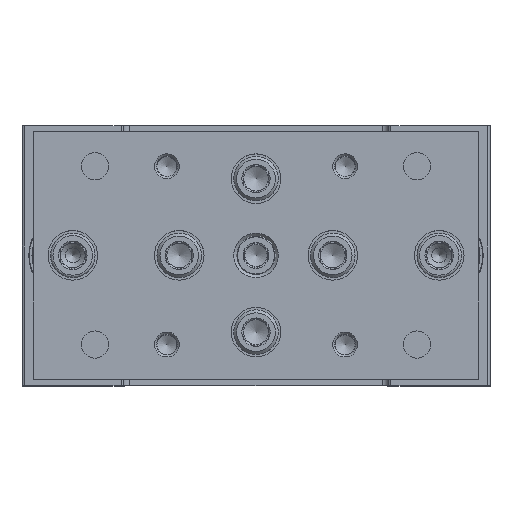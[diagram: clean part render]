
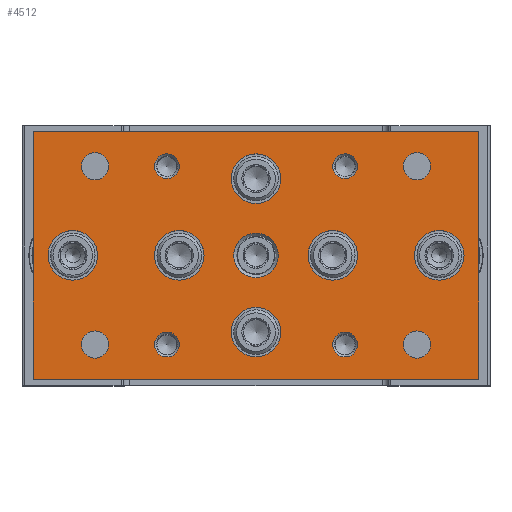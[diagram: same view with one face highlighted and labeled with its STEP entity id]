
A CAD part, top view. The second image highlights one B-rep face of the part: STEP entity #4512.
In plain terms, the highlighted planar face has unit normal (0, 0, 1).
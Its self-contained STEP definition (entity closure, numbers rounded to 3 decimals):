
#335=LINE('',#7586,#521);
#339=LINE('',#7595,#525);
#342=LINE('',#7601,#528);
#345=LINE('',#7607,#531);
#521=VECTOR('',#6077,1000.);
#525=VECTOR('',#6083,1000.);
#528=VECTOR('',#6088,1000.);
#531=VECTOR('',#6093,1000.);
#672=PLANE('',#5113);
#1229=ORIENTED_EDGE('',*,*,#2086,.F.);
#1230=ORIENTED_EDGE('',*,*,#2087,.F.);
#1231=ORIENTED_EDGE('',*,*,#2088,.T.);
#1232=ORIENTED_EDGE('',*,*,#2089,.T.);
#1233=ORIENTED_EDGE('',*,*,#2090,.T.);
#1234=ORIENTED_EDGE('',*,*,#2091,.T.);
#1235=ORIENTED_EDGE('',*,*,#2092,.T.);
#1236=ORIENTED_EDGE('',*,*,#2093,.T.);
#1237=ORIENTED_EDGE('',*,*,#2094,.T.);
#1238=ORIENTED_EDGE('',*,*,#2095,.T.);
#1239=ORIENTED_EDGE('',*,*,#2096,.T.);
#1240=ORIENTED_EDGE('',*,*,#2097,.T.);
#1241=ORIENTED_EDGE('',*,*,#2098,.T.);
#1242=ORIENTED_EDGE('',*,*,#2099,.T.);
#1243=ORIENTED_EDGE('',*,*,#2100,.T.);
#1244=ORIENTED_EDGE('',*,*,#2059,.T.);
#1245=ORIENTED_EDGE('',*,*,#2063,.T.);
#1246=ORIENTED_EDGE('',*,*,#2066,.T.);
#1247=ORIENTED_EDGE('',*,*,#2069,.T.);
#2059=EDGE_CURVE('',#2562,#2563,#335,.T.);
#2063=EDGE_CURVE('',#2563,#2566,#339,.T.);
#2066=EDGE_CURVE('',#2566,#2568,#342,.T.);
#2069=EDGE_CURVE('',#2568,#2562,#345,.T.);
#2086=EDGE_CURVE('',#2585,#2585,#2956,.T.);
#2087=EDGE_CURVE('',#2586,#2586,#2957,.T.);
#2088=EDGE_CURVE('',#2587,#2587,#2958,.T.);
#2089=EDGE_CURVE('',#2588,#2588,#2959,.T.);
#2090=EDGE_CURVE('',#2589,#2589,#2960,.T.);
#2091=EDGE_CURVE('',#2590,#2590,#2961,.T.);
#2092=EDGE_CURVE('',#2591,#2591,#2962,.T.);
#2093=EDGE_CURVE('',#2592,#2592,#2963,.T.);
#2094=EDGE_CURVE('',#2593,#2593,#2964,.T.);
#2095=EDGE_CURVE('',#2594,#2594,#2965,.T.);
#2096=EDGE_CURVE('',#2595,#2595,#2966,.T.);
#2097=EDGE_CURVE('',#2596,#2596,#2967,.T.);
#2098=EDGE_CURVE('',#2597,#2597,#2968,.T.);
#2099=EDGE_CURVE('',#2598,#2598,#2969,.T.);
#2100=EDGE_CURVE('',#2599,#2599,#2970,.T.);
#2562=VERTEX_POINT('',#7587);
#2563=VERTEX_POINT('',#7588);
#2566=VERTEX_POINT('',#7596);
#2568=VERTEX_POINT('',#7602);
#2585=VERTEX_POINT('',#7642);
#2586=VERTEX_POINT('',#7644);
#2587=VERTEX_POINT('',#7646);
#2588=VERTEX_POINT('',#7648);
#2589=VERTEX_POINT('',#7650);
#2590=VERTEX_POINT('',#7652);
#2591=VERTEX_POINT('',#7654);
#2592=VERTEX_POINT('',#7656);
#2593=VERTEX_POINT('',#7658);
#2594=VERTEX_POINT('',#7660);
#2595=VERTEX_POINT('',#7662);
#2596=VERTEX_POINT('',#7664);
#2597=VERTEX_POINT('',#7666);
#2598=VERTEX_POINT('',#7668);
#2599=VERTEX_POINT('',#7670);
#2956=CIRCLE('',#5114,10.);
#2957=CIRCLE('',#5115,10.);
#2958=CIRCLE('',#5116,5.5);
#2959=CIRCLE('',#5117,5.5);
#2960=CIRCLE('',#5118,5.5);
#2961=CIRCLE('',#5119,5.5);
#2962=CIRCLE('',#5120,5.);
#2963=CIRCLE('',#5121,5.);
#2964=CIRCLE('',#5122,5.);
#2965=CIRCLE('',#5123,5.);
#2966=CIRCLE('',#5124,10.);
#2967=CIRCLE('',#5125,10.);
#2968=CIRCLE('',#5126,10.);
#2969=CIRCLE('',#5127,10.);
#2970=CIRCLE('',#5128,9.);
#3363=EDGE_LOOP('',(#1229));
#3364=EDGE_LOOP('',(#1230));
#3365=EDGE_LOOP('',(#1231));
#3366=EDGE_LOOP('',(#1232));
#3367=EDGE_LOOP('',(#1233));
#3368=EDGE_LOOP('',(#1234));
#3369=EDGE_LOOP('',(#1235));
#3370=EDGE_LOOP('',(#1236));
#3371=EDGE_LOOP('',(#1237));
#3372=EDGE_LOOP('',(#1238));
#3373=EDGE_LOOP('',(#1239));
#3374=EDGE_LOOP('',(#1240));
#3375=EDGE_LOOP('',(#1241));
#3376=EDGE_LOOP('',(#1242));
#3377=EDGE_LOOP('',(#1243));
#3378=EDGE_LOOP('',(#1244,#1245,#1246,#1247));
#3947=FACE_BOUND('',#3363,.T.);
#3948=FACE_BOUND('',#3364,.T.);
#3949=FACE_BOUND('',#3365,.T.);
#3950=FACE_BOUND('',#3366,.T.);
#3951=FACE_BOUND('',#3367,.T.);
#3952=FACE_BOUND('',#3368,.T.);
#3953=FACE_BOUND('',#3369,.T.);
#3954=FACE_BOUND('',#3370,.T.);
#3955=FACE_BOUND('',#3371,.T.);
#3956=FACE_BOUND('',#3372,.T.);
#3957=FACE_BOUND('',#3373,.T.);
#3958=FACE_BOUND('',#3374,.T.);
#3959=FACE_BOUND('',#3375,.T.);
#3960=FACE_BOUND('',#3376,.T.);
#3961=FACE_BOUND('',#3377,.T.);
#3962=FACE_BOUND('',#3378,.T.);
#4512=ADVANCED_FACE('',(#3947,#3948,#3949,#3950,#3951,#3952,#3953,#3954,
#3955,#3956,#3957,#3958,#3959,#3960,#3961,#3962),#672,.T.);
#5113=AXIS2_PLACEMENT_3D('',#7640,#6127,#6128);
#5114=AXIS2_PLACEMENT_3D('',#7641,#6129,#6130);
#5115=AXIS2_PLACEMENT_3D('',#7643,#6131,#6132);
#5116=AXIS2_PLACEMENT_3D('',#7645,#6133,#6134);
#5117=AXIS2_PLACEMENT_3D('',#7647,#6135,#6136);
#5118=AXIS2_PLACEMENT_3D('',#7649,#6137,#6138);
#5119=AXIS2_PLACEMENT_3D('',#7651,#6139,#6140);
#5120=AXIS2_PLACEMENT_3D('',#7653,#6141,#6142);
#5121=AXIS2_PLACEMENT_3D('',#7655,#6143,#6144);
#5122=AXIS2_PLACEMENT_3D('',#7657,#6145,#6146);
#5123=AXIS2_PLACEMENT_3D('',#7659,#6147,#6148);
#5124=AXIS2_PLACEMENT_3D('',#7661,#6149,#6150);
#5125=AXIS2_PLACEMENT_3D('',#7663,#6151,#6152);
#5126=AXIS2_PLACEMENT_3D('',#7665,#6153,#6154);
#5127=AXIS2_PLACEMENT_3D('',#7667,#6155,#6156);
#5128=AXIS2_PLACEMENT_3D('',#7669,#6157,#6158);
#6077=DIRECTION('',(-1.,0.,0.));
#6083=DIRECTION('',(0.,-1.,0.));
#6088=DIRECTION('',(1.,0.,0.));
#6093=DIRECTION('',(0.,1.,0.));
#6127=DIRECTION('',(0.,0.,1.));
#6128=DIRECTION('',(1.,0.,0.));
#6129=DIRECTION('',(0.,0.,1.));
#6130=DIRECTION('',(1.,0.,0.));
#6131=DIRECTION('',(0.,0.,1.));
#6132=DIRECTION('',(1.,0.,0.));
#6133=DIRECTION('',(0.,0.,-1.));
#6134=DIRECTION('',(-1.,0.,0.));
#6135=DIRECTION('',(0.,0.,-1.));
#6136=DIRECTION('',(-1.,0.,0.));
#6137=DIRECTION('',(0.,0.,-1.));
#6138=DIRECTION('',(-1.,0.,0.));
#6139=DIRECTION('',(0.,0.,-1.));
#6140=DIRECTION('',(-1.,0.,0.));
#6141=DIRECTION('',(0.,0.,-1.));
#6142=DIRECTION('',(-1.,0.,0.));
#6143=DIRECTION('',(0.,0.,-1.));
#6144=DIRECTION('',(-1.,0.,0.));
#6145=DIRECTION('',(0.,0.,-1.));
#6146=DIRECTION('',(-1.,0.,0.));
#6147=DIRECTION('',(0.,0.,-1.));
#6148=DIRECTION('',(-1.,0.,0.));
#6149=DIRECTION('',(0.,0.,-1.));
#6150=DIRECTION('',(-1.,0.,0.));
#6151=DIRECTION('',(0.,0.,-1.));
#6152=DIRECTION('',(-1.,0.,0.));
#6153=DIRECTION('',(0.,0.,-1.));
#6154=DIRECTION('',(-1.,0.,0.));
#6155=DIRECTION('',(0.,0.,-1.));
#6156=DIRECTION('',(-1.,0.,0.));
#6157=DIRECTION('',(0.,0.,-1.));
#6158=DIRECTION('',(-1.,0.,0.));
#7586=CARTESIAN_POINT('',(90.,50.,0.));
#7587=CARTESIAN_POINT('',(90.,50.,0.));
#7588=CARTESIAN_POINT('',(-90.,50.,0.));
#7595=CARTESIAN_POINT('',(-90.,50.,0.));
#7596=CARTESIAN_POINT('',(-90.,-50.,0.));
#7601=CARTESIAN_POINT('',(-90.,-50.,0.));
#7602=CARTESIAN_POINT('',(90.,-50.,0.));
#7607=CARTESIAN_POINT('',(90.,-50.,0.));
#7640=CARTESIAN_POINT('',(0.,0.,0.));
#7641=CARTESIAN_POINT('',(-74.,0.,0.));
#7642=CARTESIAN_POINT('',(-64.,0.,0.));
#7643=CARTESIAN_POINT('',(74.,0.,0.));
#7644=CARTESIAN_POINT('',(84.,0.,0.));
#7645=CARTESIAN_POINT('',(-65.,36.,0.));
#7646=CARTESIAN_POINT('',(-70.5,36.,0.));
#7647=CARTESIAN_POINT('',(65.,-36.,0.));
#7648=CARTESIAN_POINT('',(59.5,-36.,0.));
#7649=CARTESIAN_POINT('',(-65.,-36.,0.));
#7650=CARTESIAN_POINT('',(-70.5,-36.,0.));
#7651=CARTESIAN_POINT('',(65.,36.,0.));
#7652=CARTESIAN_POINT('',(59.5,36.,0.));
#7653=CARTESIAN_POINT('',(-36.,36.,0.));
#7654=CARTESIAN_POINT('',(-41.,36.,0.));
#7655=CARTESIAN_POINT('',(36.,-36.,0.));
#7656=CARTESIAN_POINT('',(31.,-36.,0.));
#7657=CARTESIAN_POINT('',(-36.,-36.,0.));
#7658=CARTESIAN_POINT('',(-41.,-36.,0.));
#7659=CARTESIAN_POINT('',(36.,36.,0.));
#7660=CARTESIAN_POINT('',(31.,36.,0.));
#7661=CARTESIAN_POINT('',(-31.,0.,0.));
#7662=CARTESIAN_POINT('',(-41.,0.,0.));
#7663=CARTESIAN_POINT('',(0.,-31.,0.));
#7664=CARTESIAN_POINT('',(-10.,-31.,0.));
#7665=CARTESIAN_POINT('',(31.,0.,0.));
#7666=CARTESIAN_POINT('',(21.,0.,0.));
#7667=CARTESIAN_POINT('',(0.,31.,0.));
#7668=CARTESIAN_POINT('',(-10.,31.,0.));
#7669=CARTESIAN_POINT('',(0.,0.,0.));
#7670=CARTESIAN_POINT('',(-9.,0.,0.));
